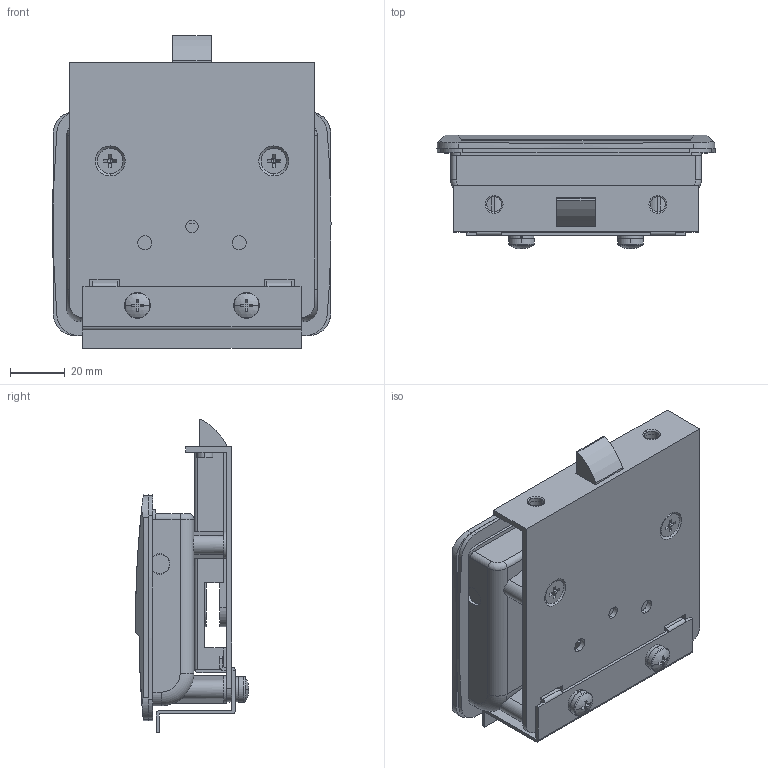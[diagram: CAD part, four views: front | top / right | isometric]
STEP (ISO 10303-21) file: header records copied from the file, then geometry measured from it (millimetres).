
FILE_DESCRIPTION (( 'STEP AP203' ), '1' );
FILE_NAME ('A-1151R-1-2.STEP', '2013-10-09T06:57:25', ( '' ), ( '' ), 'SwSTEP 2.0', 'SolidWorks 2012', '' );
FILE_SCHEMA (( 'CONFIG_CONTROL_DESIGN' ));
Length unit declared in the file: millimetre
Products named in the file (12): スプリングワッシャーM5_JIS B 1251 No.2 5; 廫帤寠晅側傋偹偠M5_M5 x 10; 廫帤寠晅嶮偹偠M5_M5亊10; A-1151R-1-1シャフト__カシメ後; A-1151R-1-1僷僢僉儞_; A-1151R-1-1儔僢僠_; A-1151R-1-1プレート（ガイド）_; A-1151R-1-1僾儗乕僩_; A-1151R-1-1僴儞僪儖__A-1151R-1-2_; A-1151R-1-1本体_; A-1151R-1-2; A-151R-1-1_押え板
Assembly tree (16 placements, depth 2):
  A-1151R-1-2
    A-1151R-1-1本体_
    A-1151R-1-1僴儞僪儖__A-1151R-1-2_
    A-1151R-1-1僾儗乕僩_
    A-1151R-1-1プレート（ガイド）_
    A-1151R-1-1儔僢僠_
    A-1151R-1-1僷僢僉儞_
    A-1151R-1-1シャフト__カシメ後
    廫帤寠晅嶮偹偠M5_M5亊10  x4
    廫帤寠晅側傋偹偠M5_M5 x 10  x2
    スプリングワッシャーM5_JIS B 1251 No.2 5  x2
    A-151R-1-1_押え板
Bounding box: 101.98 x 41.67 x 114.8 mm (x, y, z)
Volume: 94338 mm3; surface area: 88086.4 mm2
Topology: 16 solids, 16 shells, 607 faces, 1550 edges, 982 vertices
Faces by surface type: plane 305, cylinder 197, cone 64, torus 31, bspline 6, sphere 4
Entity records: 17204 total; most frequent: CARTESIAN_POINT 3793, DIRECTION 2555, ORIENTED_EDGE 2480, EDGE_CURVE 1240, AXIS2_PLACEMENT_3D 926, VERTEX_POINT 801, VECTOR 703, LINE 703
